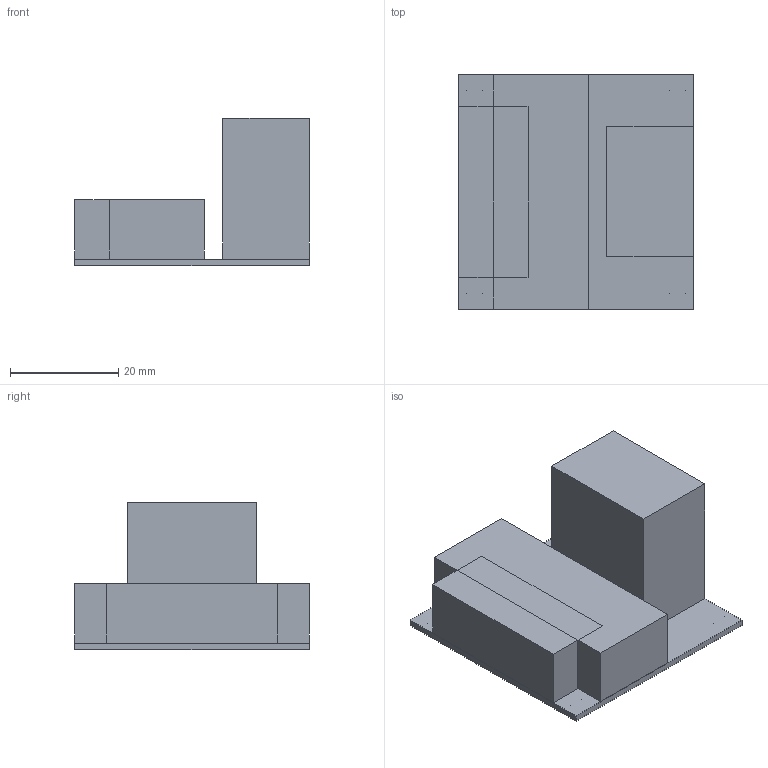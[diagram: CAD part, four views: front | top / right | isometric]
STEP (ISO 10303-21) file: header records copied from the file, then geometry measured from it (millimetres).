
FILE_DESCRIPTION(/* description */ (''),/* implementation_level */ '2;1');
FILE_NAME(/* name */ 'L298NB~1',/* time_stamp */ '2017-04-28T16:59:26-07:00',/* author */ (''),/* organization */ (''),/* preprocessor_version */ 'ST-DEVELOPER v15',/* originating_system */ '',/* authorisation */ '');
FILE_SCHEMA (('AUTOMOTIVE_DESIGN'));
Length unit declared in the file: millimetre
Products named in the file (1): Document
Bounding box: 43.4 x 43.4 x 27.2 mm (x, y, z)
Volume: 22836.1 mm3; surface area: 10227 mm2
Topology: 3 solids, 3 shells, 34 faces, 85 edges, 56 vertices
Faces by surface type: plane 26, bspline 8
Entity records: 999 total; most frequent: CARTESIAN_POINT 405, ORIENTED_EDGE 160, EDGE_CURVE 80, B_SPLINE_CURVE_WITH_KNOTS 64, VERTEX_POINT 52, EDGE_LOOP 42, ADVANCED_FACE 34, FACE_OUTER_BOUND 34
